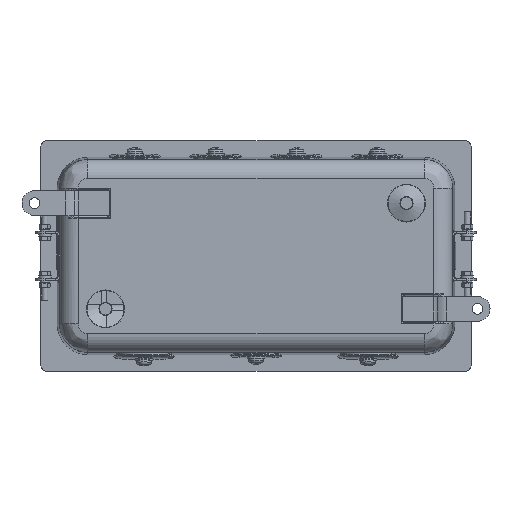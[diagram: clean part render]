
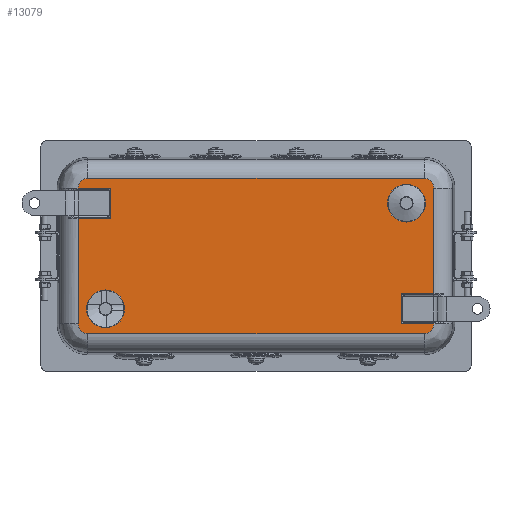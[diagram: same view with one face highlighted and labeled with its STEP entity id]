
A CAD part, front view. The second image highlights one B-rep face of the part: STEP entity #13079.
In plain terms, the highlighted planar face has unit normal (0, -1, 0).
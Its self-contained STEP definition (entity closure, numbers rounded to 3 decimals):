
#988=FACE_BOUND('',#1963,.T.);
#989=FACE_BOUND('',#1964,.T.);
#1161=FACE_OUTER_BOUND('',#1962,.T.);
#1962=EDGE_LOOP('',(#8501,#8502,#8503,#8504,#8505,#8506,#8507,#8508,#8509,
#8510,#8511,#8512,#8513,#8514));
#1963=EDGE_LOOP('',(#8515));
#1964=EDGE_LOOP('',(#8516));
#2824=CIRCLE('',#14002,15.194);
#2826=CIRCLE('',#14006,7.896);
#2827=CIRCLE('',#14007,7.896);
#2828=CIRCLE('',#14008,7.896);
#2829=CIRCLE('',#14009,7.896);
#2830=CIRCLE('',#14010,15.194);
#3554=LINE('',#19664,#4254);
#3603=LINE('',#19843,#4303);
#3604=LINE('',#19845,#4304);
#3605=LINE('',#19846,#4305);
#3606=LINE('',#19850,#4306);
#3607=LINE('',#19854,#4307);
#3608=LINE('',#19856,#4308);
#3609=LINE('',#19858,#4309);
#3610=LINE('',#19860,#4310);
#3611=LINE('',#19864,#4311);
#4254=VECTOR('',#15727,10.);
#4303=VECTOR('',#15906,10.);
#4304=VECTOR('',#15907,10.);
#4305=VECTOR('',#15908,10.);
#4306=VECTOR('',#15911,10.);
#4307=VECTOR('',#15914,10.);
#4308=VECTOR('',#15915,10.);
#4309=VECTOR('',#15916,10.);
#4310=VECTOR('',#15917,10.);
#4311=VECTOR('',#15920,10.);
#5006=VERTEX_POINT('',#19661);
#5007=VERTEX_POINT('',#19663);
#5057=VERTEX_POINT('',#19833);
#5059=VERTEX_POINT('',#19841);
#5060=VERTEX_POINT('',#19842);
#5061=VERTEX_POINT('',#19844);
#5062=VERTEX_POINT('',#19847);
#5063=VERTEX_POINT('',#19849);
#5064=VERTEX_POINT('',#19851);
#5065=VERTEX_POINT('',#19853);
#5066=VERTEX_POINT('',#19855);
#5067=VERTEX_POINT('',#19857);
#5068=VERTEX_POINT('',#19859);
#5069=VERTEX_POINT('',#19861);
#5070=VERTEX_POINT('',#19863);
#5071=VERTEX_POINT('',#19866);
#6291=EDGE_CURVE('',#5006,#5007,#3554,.T.);
#6371=EDGE_CURVE('',#5057,#5057,#2824,.T.);
#6374=EDGE_CURVE('',#5059,#5060,#3603,.T.);
#6375=EDGE_CURVE('',#5061,#5060,#3604,.T.);
#6376=EDGE_CURVE('',#5007,#5061,#3605,.T.);
#6377=EDGE_CURVE('',#5062,#5006,#2826,.T.);
#6378=EDGE_CURVE('',#5063,#5062,#3606,.T.);
#6379=EDGE_CURVE('',#5064,#5063,#2827,.T.);
#6380=EDGE_CURVE('',#5065,#5064,#3607,.T.);
#6381=EDGE_CURVE('',#5066,#5065,#3608,.T.);
#6382=EDGE_CURVE('',#5066,#5067,#3609,.T.);
#6383=EDGE_CURVE('',#5068,#5067,#3610,.T.);
#6384=EDGE_CURVE('',#5069,#5068,#2828,.T.);
#6385=EDGE_CURVE('',#5070,#5069,#3611,.T.);
#6386=EDGE_CURVE('',#5059,#5070,#2829,.T.);
#6387=EDGE_CURVE('',#5071,#5071,#2830,.T.);
#8501=ORIENTED_EDGE('',*,*,#6374,.T.);
#8502=ORIENTED_EDGE('',*,*,#6375,.F.);
#8503=ORIENTED_EDGE('',*,*,#6376,.F.);
#8504=ORIENTED_EDGE('',*,*,#6291,.F.);
#8505=ORIENTED_EDGE('',*,*,#6377,.F.);
#8506=ORIENTED_EDGE('',*,*,#6378,.F.);
#8507=ORIENTED_EDGE('',*,*,#6379,.F.);
#8508=ORIENTED_EDGE('',*,*,#6380,.F.);
#8509=ORIENTED_EDGE('',*,*,#6381,.F.);
#8510=ORIENTED_EDGE('',*,*,#6382,.T.);
#8511=ORIENTED_EDGE('',*,*,#6383,.F.);
#8512=ORIENTED_EDGE('',*,*,#6384,.F.);
#8513=ORIENTED_EDGE('',*,*,#6385,.F.);
#8514=ORIENTED_EDGE('',*,*,#6386,.F.);
#8515=ORIENTED_EDGE('',*,*,#6387,.F.);
#8516=ORIENTED_EDGE('',*,*,#6371,.F.);
#11909=PLANE('',#14005);
#13079=ADVANCED_FACE('',(#1161,#988,#989),#11909,.T.);
#14002=AXIS2_PLACEMENT_3D('',#19835,#15897,#15898);
#14005=AXIS2_PLACEMENT_3D('',#19840,#15904,#15905);
#14006=AXIS2_PLACEMENT_3D('',#19848,#15909,#15910);
#14007=AXIS2_PLACEMENT_3D('',#19852,#15912,#15913);
#14008=AXIS2_PLACEMENT_3D('',#19862,#15918,#15919);
#14009=AXIS2_PLACEMENT_3D('',#19865,#15921,#15922);
#14010=AXIS2_PLACEMENT_3D('',#19867,#15923,#15924);
#15727=DIRECTION('',(0.,0.,1.));
#15897=DIRECTION('center_axis',(0.,-1.,0.));
#15898=DIRECTION('ref_axis',(-1.,0.,0.));
#15904=DIRECTION('center_axis',(0.,-1.,0.));
#15905=DIRECTION('ref_axis',(1.,0.,0.));
#15906=DIRECTION('',(1.,0.,0.));
#15907=DIRECTION('',(0.,0.,1.));
#15908=DIRECTION('',(1.,0.,0.));
#15909=DIRECTION('center_axis',(0.,1.,0.));
#15910=DIRECTION('ref_axis',(-0.707,0.,-0.707));
#15911=DIRECTION('',(-1.,0.,0.));
#15912=DIRECTION('center_axis',(0.,1.,0.));
#15913=DIRECTION('ref_axis',(0.707,0.,-0.707));
#15914=DIRECTION('',(1.,0.,0.));
#15915=DIRECTION('',(0.,0.,-1.));
#15916=DIRECTION('',(1.,0.,0.));
#15917=DIRECTION('',(0.,0.,-1.));
#15918=DIRECTION('center_axis',(0.,1.,0.));
#15919=DIRECTION('ref_axis',(0.707,0.,0.707));
#15920=DIRECTION('',(1.,0.,0.));
#15921=DIRECTION('center_axis',(0.,1.,0.));
#15922=DIRECTION('ref_axis',(-0.707,0.,0.707));
#15923=DIRECTION('center_axis',(0.,-1.,0.));
#15924=DIRECTION('ref_axis',(-1.,0.,0.));
#19661=CARTESIAN_POINT('',(-142.896,4.,-54.5));
#19663=CARTESIAN_POINT('',(-142.896,4.,30.5));
#19664=CARTESIAN_POINT('',(-142.896,4.,-27.25));
#19833=CARTESIAN_POINT('',(136.09,4.,42.5));
#19835=CARTESIAN_POINT('Origin',(120.896,4.,42.5));
#19840=CARTESIAN_POINT('Origin',(0.,4.,
0.));
#19841=CARTESIAN_POINT('',(-142.896,4.,54.5));
#19842=CARTESIAN_POINT('',(-116.896,4.,54.5));
#19843=CARTESIAN_POINT('',(-58.948,4.,54.5));
#19844=CARTESIAN_POINT('',(-116.896,4.,30.5));
#19845=CARTESIAN_POINT('',(-116.896,4.,15.75));
#19846=CARTESIAN_POINT('',(-83.948,4.,30.5));
#19847=CARTESIAN_POINT('',(-135.,4.,-62.396));
#19848=CARTESIAN_POINT('Origin',(-135.,4.,-54.5));
#19849=CARTESIAN_POINT('',(135.,4.,-62.396));
#19850=CARTESIAN_POINT('',(67.5,4.,-62.396));
#19851=CARTESIAN_POINT('',(142.896,4.,-54.5));
#19852=CARTESIAN_POINT('Origin',(135.,4.,-54.5));
#19853=CARTESIAN_POINT('',(116.896,4.,-54.5));
#19854=CARTESIAN_POINT('',(58.948,4.,-54.5));
#19855=CARTESIAN_POINT('',(116.896,4.,-30.5));
#19856=CARTESIAN_POINT('',(116.896,4.,-15.75));
#19857=CARTESIAN_POINT('',(142.896,4.,-30.5));
#19858=CARTESIAN_POINT('',(83.948,4.,-30.5));
#19859=CARTESIAN_POINT('',(142.896,4.,54.5));
#19860=CARTESIAN_POINT('',(142.896,4.,27.25));
#19861=CARTESIAN_POINT('',(135.,4.,62.396));
#19862=CARTESIAN_POINT('Origin',(135.,4.,54.5));
#19863=CARTESIAN_POINT('',(-135.,4.,62.396));
#19864=CARTESIAN_POINT('',(-67.5,4.,62.396));
#19865=CARTESIAN_POINT('Origin',(-135.,4.,54.5));
#19866=CARTESIAN_POINT('',(-105.701,4.,-42.5));
#19867=CARTESIAN_POINT('Origin',(-120.896,4.,-42.5));
